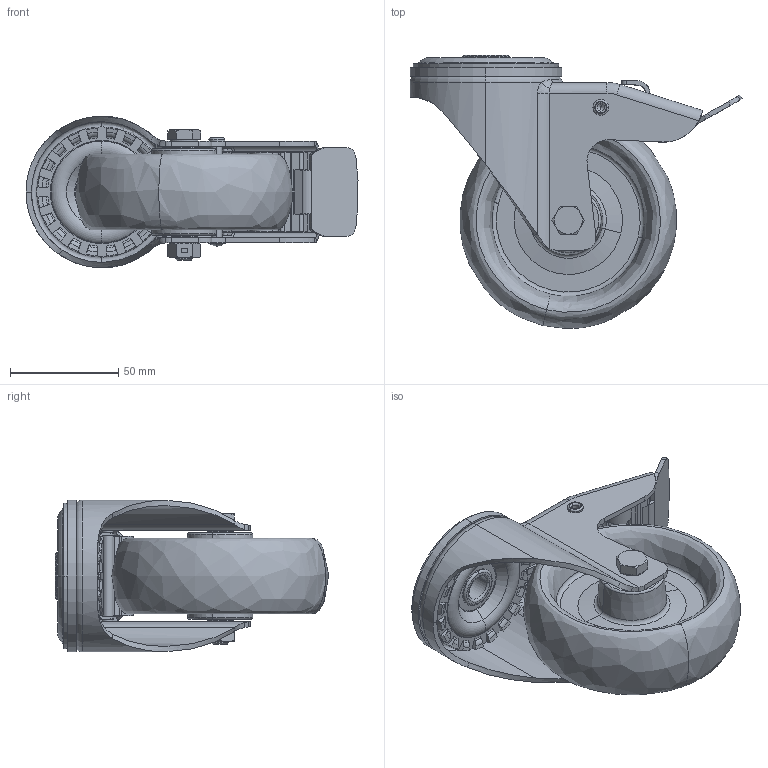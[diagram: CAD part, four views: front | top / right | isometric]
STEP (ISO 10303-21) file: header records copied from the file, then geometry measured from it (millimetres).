
FILE_DESCRIPTION (( 'STEP AP214' ), '1' );
FILE_NAME ('0056054.step', '2023-06-21T08:22:04', ( '' ), ( '' ), 'SwSTEP 2.0', 'SolidWorks 2020', '' );
FILE_SCHEMA (( 'AUTOMOTIVE_DESIGN' ));
Length unit declared in the file: millimetre
Products named in the file (1): 0056054
Bounding box: 153.13 x 125.99 x 70 mm (x, y, z)
Volume: 226553.1 mm3; surface area: 107194.9 mm2
Topology: 10 solids, 11 shells, 1107 faces, 2764 edges, 1708 vertices
Faces by surface type: plane 425, cylinder 238, torus 189, bspline 127, cone 126, sphere 2
Entity records: 56634 total; most frequent: CARTESIAN_POINT 19253, ORIENTED_EDGE 5522, DIRECTION 4804, EDGE_CURVE 2761, AXIS2_PLACEMENT_3D 1822, VERTEX_POINT 1708, EDGE_LOOP 1173, VECTOR 1160
